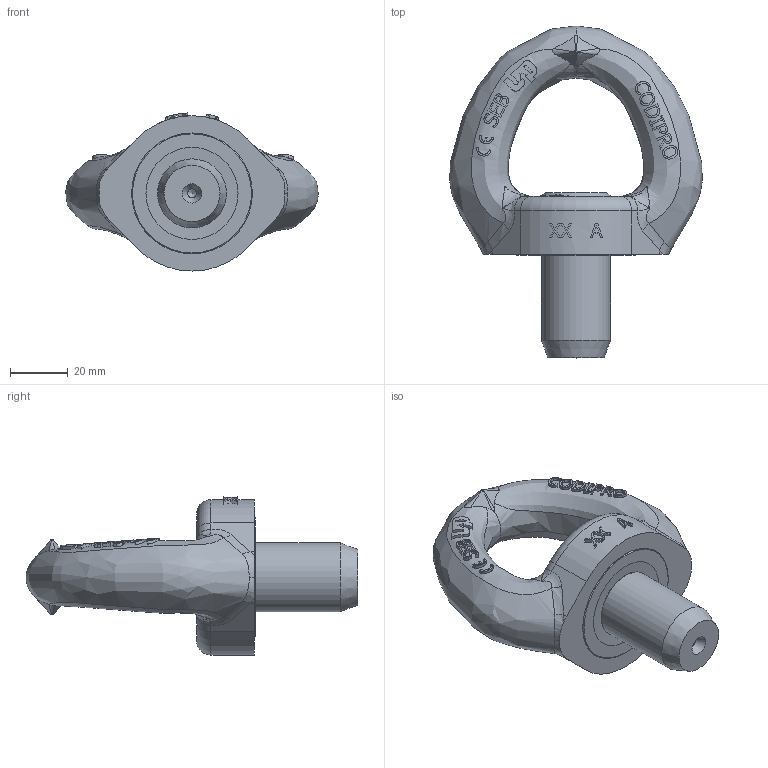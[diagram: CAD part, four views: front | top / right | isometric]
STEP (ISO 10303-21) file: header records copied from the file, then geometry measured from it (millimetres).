
FILE_DESCRIPTION(/* description */ (''),/* implementation_level */ '2;1');
FILE_NAME(/* name */ 'SEB M24 3t8 UP.stp',/* time_stamp */ '2017-09-21T16:03:25+02:00',/* author */ ('rklenes'),/* organization */ (''),/* preprocessor_version */ 'ST-DEVELOPER v16.5',/* originating_system */ 'Autodesk Inventor 2017',/* authorisation */ '');
FILE_SCHEMA (('AUTOMOTIVE_DESIGN { 1 0 10303 214 3 1 1 }'));
Length unit declared in the file: millimetre
Products named in the file (4): SEB M24 3t8 UP; SEM_2; SEA_M24X50_UP; SEE_M24A SPECIAL_presse
Assembly tree (3 placements, depth 2):
  SEB M24 3t8 UP
    SEM_2
    SEA_M24X50_UP
    SEE_M24A SPECIAL_presse
Bounding box: 87.76 x 115.4 x 54.96 mm (x, y, z)
Volume: 115760 mm3; surface area: 28480.8 mm2
Topology: 3 solids, 3 shells, 653 faces, 1750 edges, 1142 vertices
Faces by surface type: plane 304, bspline 264, cylinder 39, cone 38, torus 8
Full cylindrical faces by diameter (mm): 3.15 x1, 24 x3, 24.2 x1, 26 x3, 32 x2, 42 x2
Entity records: 34259 total; most frequent: CARTESIAN_POINT 19791, ORIENTED_EDGE 3408, DIRECTION 2267, EDGE_CURVE 1704, VERTEX_POINT 1135, AXIS2_PLACEMENT_3D 833, EDGE_LOOP 737, FACE_OUTER_BOUND 653
